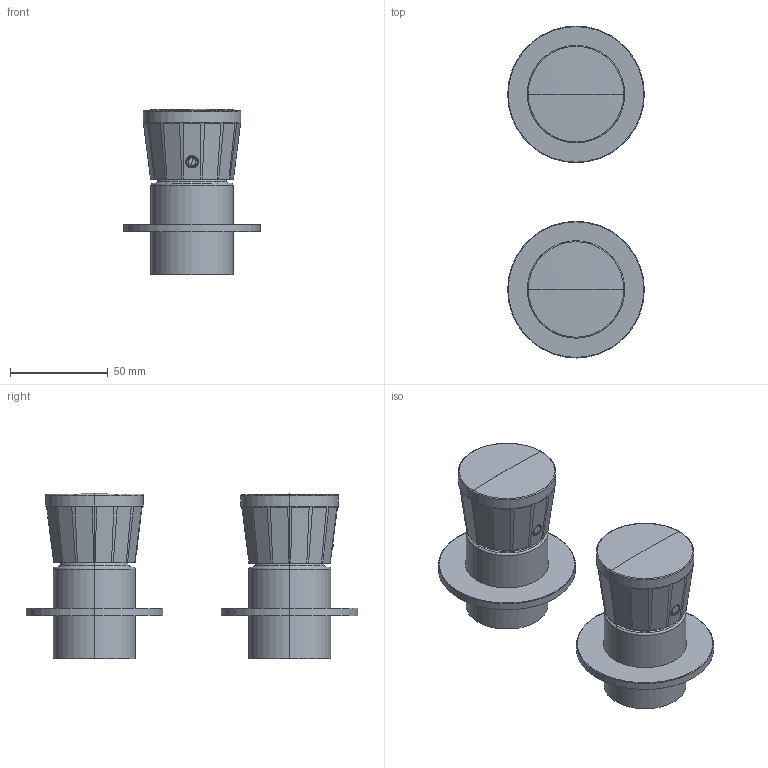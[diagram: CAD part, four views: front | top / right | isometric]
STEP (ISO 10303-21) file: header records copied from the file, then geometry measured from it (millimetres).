
FILE_DESCRIPTION((''),'2;1');
FILE_NAME('OIELED123RO_ASM','2025-10-16T14:45:59',('Administrator'),(''),'CREO PARAMETRIC BY PTC INC, 2024493','CREO PARAMETRIC BY PTC INC, 2024493','');
FILE_SCHEMA(('CONFIG_CONTROL_DESIGN','SHAPE_APPEARANCE_LAYERS_GROUPS'));
Length unit declared in the file: millimetre
Products named in the file (6): OIBR00949; OIBR00242; OIOR00091; OIBR00948; OIAQ00013; OIELED123RO_ASM
Assembly tree (10 placements, depth 2):
  OIELED123RO_ASM
    OIBR00949  x2
    OIBR00242  x2
    OIOR00091  x2
    OIBR00948  x2
    OIAQ00013  x2
Bounding box: 70 x 170 x 84.92 mm (x, y, z)
Volume: 88313.4 mm3; surface area: 74041.2 mm2
Topology: 10 solids, 12 shells, 314 faces, 776 edges, 482 vertices
Faces by surface type: plane 122, cylinder 96, torus 36, cone 36, bspline 16, sphere 8
Entity records: 6707 total; most frequent: CARTESIAN_POINT 1567, DIRECTION 804, ORIENTED_EDGE 760, PRESENTATION_STYLE_ASSIGNMENT 402, STYLED_ITEM 402, CURVE_STYLE 382, EDGE_CURVE 382, AXIS2_PLACEMENT_3D 334
